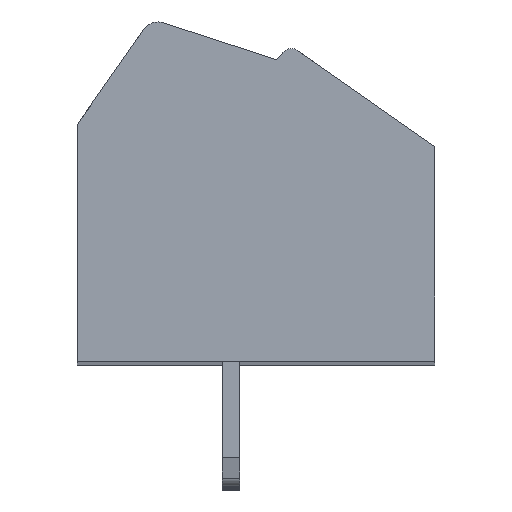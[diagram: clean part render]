
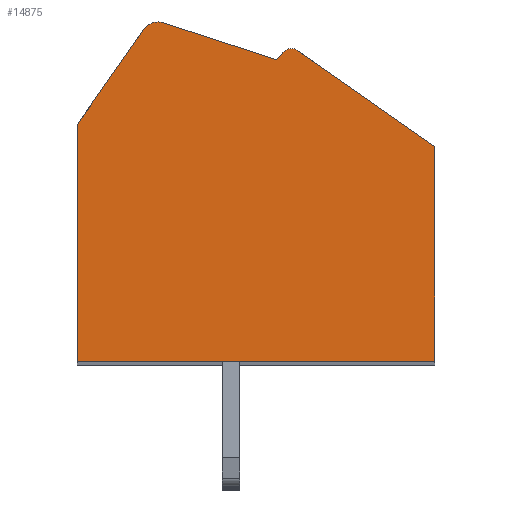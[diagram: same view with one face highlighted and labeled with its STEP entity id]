
A CAD part, top view. The second image highlights one B-rep face of the part: STEP entity #14875.
In plain terms, the highlighted planar face has unit normal (0, 0, 1).
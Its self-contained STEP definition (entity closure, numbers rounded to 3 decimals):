
#1275=DIRECTION('',(-0.951,0.309,0.));
#1276=VECTOR('',#1275,3.333);
#1277=CARTESIAN_POINT('',(0.588,3.695,1.75));
#1278=LINE('',#1277,#1276);
#1279=DIRECTION('',(-0.638,-0.77,0.));
#1280=VECTOR('',#1279,0.262);
#1281=CARTESIAN_POINT('',(0.755,3.897,1.75));
#1282=LINE('',#1281,#1280);
#1283=CARTESIAN_POINT('',(0.986,3.706,1.75));
#1284=DIRECTION('',(0.,0.,1.));
#1285=DIRECTION('',(0.574,0.819,0.));
#1286=AXIS2_PLACEMENT_3D('',#1283,#1284,#1285);
#1288=DIRECTION('',(-0.819,0.574,0.));
#1289=VECTOR('',#1288,4.691);
#1290=CARTESIAN_POINT('',(5.,1.261,1.75));
#1291=LINE('',#1290,#1289);
#1292=DIRECTION('',(0.,1.,0.));
#1293=VECTOR('',#1292,6.011);
#1294=CARTESIAN_POINT('',(5.,-4.75,1.75));
#1295=LINE('',#1294,#1293);
#1296=DIRECTION('',(1.,0.,0.));
#1297=VECTOR('',#1296,10.);
#1298=CARTESIAN_POINT('',(-5.,-4.75,1.75));
#1299=LINE('',#1298,#1297);
#1300=DIRECTION('',(0.,-1.,0.));
#1301=VECTOR('',#1300,6.64);
#1302=CARTESIAN_POINT('',(-5.,1.89,1.75));
#1303=LINE('',#1302,#1301);
#1304=DIRECTION('',(-0.574,-0.819,0.));
#1305=VECTOR('',#1304,3.231);
#1306=CARTESIAN_POINT('',(-3.147,4.537,1.75));
#1307=LINE('',#1306,#1305);
#1308=CARTESIAN_POINT('',(-2.737,4.25,1.75));
#1309=DIRECTION('',(0.,0.,1.));
#1310=DIRECTION('',(0.309,0.951,0.));
#1311=AXIS2_PLACEMENT_3D('',#1308,#1309,#1310);
#10655=CARTESIAN_POINT('',(0.588,3.695,1.75));
#10656=CARTESIAN_POINT('',(-2.583,4.726,1.75));
#10657=VERTEX_POINT('',#10655);
#10658=VERTEX_POINT('',#10656);
#10659=CARTESIAN_POINT('',(-3.147,4.537,1.75));
#10660=VERTEX_POINT('',#10659);
#10661=CARTESIAN_POINT('',(-5.,1.89,1.75));
#10662=VERTEX_POINT('',#10661);
#10663=CARTESIAN_POINT('',(-5.,-4.75,1.75));
#10664=VERTEX_POINT('',#10663);
#10665=CARTESIAN_POINT('',(5.,-4.75,1.75));
#10666=VERTEX_POINT('',#10665);
#10667=CARTESIAN_POINT('',(5.,1.261,1.75));
#10668=VERTEX_POINT('',#10667);
#10669=CARTESIAN_POINT('',(1.158,3.951,1.75));
#10670=VERTEX_POINT('',#10669);
#10671=CARTESIAN_POINT('',(0.755,3.897,1.75));
#10672=VERTEX_POINT('',#10671);
#14859=CARTESIAN_POINT('',(0.,0.,1.75));
#14860=DIRECTION('',(0.,0.,1.));
#14861=DIRECTION('',(1.,0.,0.));
#14862=AXIS2_PLACEMENT_3D('',#14859,#14860,#14861);
#14863=PLANE('',#14862);
#14864=ORIENTED_EDGE('',*,*,#13913,.F.);
#14865=ORIENTED_EDGE('',*,*,#13928,.F.);
#14866=ORIENTED_EDGE('',*,*,#13942,.F.);
#14867=ORIENTED_EDGE('',*,*,#13956,.F.);
#14868=ORIENTED_EDGE('',*,*,#14150,.F.);
#14869=ORIENTED_EDGE('',*,*,#14344,.F.);
#14870=ORIENTED_EDGE('',*,*,#14538,.F.);
#14871=ORIENTED_EDGE('',*,*,#14732,.F.);
#14872=ORIENTED_EDGE('',*,*,#14853,.F.);
#14873=EDGE_LOOP('',(#14864,#14865,#14866,#14867,#14868,#14869,#14870,#14871,
#14872));
#14874=FACE_OUTER_BOUND('',#14873,.F.);
#1287=CIRCLE('',#1286,0.3);
#1312=CIRCLE('',#1311,0.5);
#13913=EDGE_CURVE('',#10657,#10658,#1278,.T.);
#13928=EDGE_CURVE('',#10672,#10657,#1282,.T.);
#13942=EDGE_CURVE('',#10670,#10672,#1287,.T.);
#13956=EDGE_CURVE('',#10668,#10670,#1291,.T.);
#14150=EDGE_CURVE('',#10666,#10668,#1295,.T.);
#14344=EDGE_CURVE('',#10664,#10666,#1299,.T.);
#14538=EDGE_CURVE('',#10662,#10664,#1303,.T.);
#14732=EDGE_CURVE('',#10660,#10662,#1307,.T.);
#14853=EDGE_CURVE('',#10658,#10660,#1312,.T.);
#14875=ADVANCED_FACE('',(#14874),#14863,.T.);
